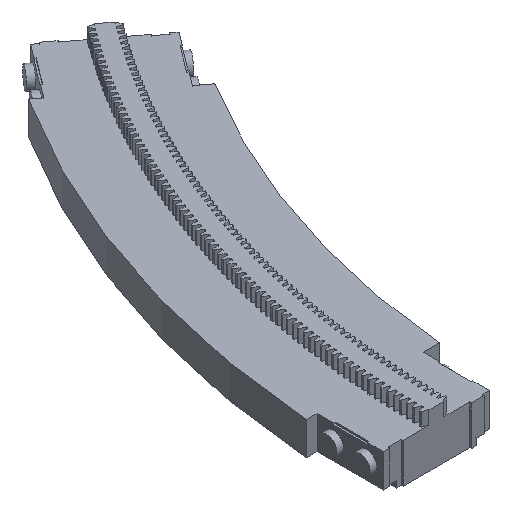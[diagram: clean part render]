
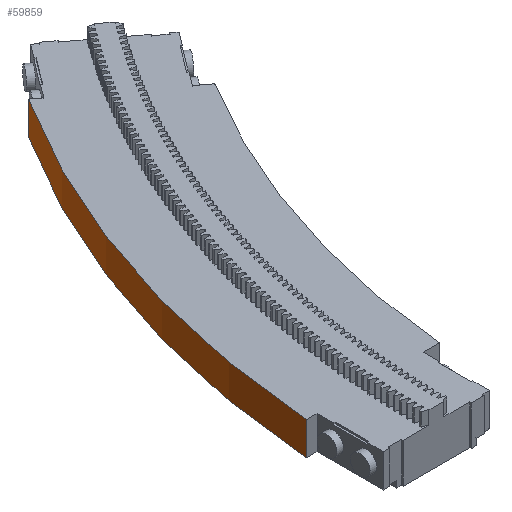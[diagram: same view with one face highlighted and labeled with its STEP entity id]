
A CAD part, isometric view. The second image highlights one B-rep face of the part: STEP entity #59859.
In plain terms, the highlighted cylindrical face has radius 216 mm (diameter 432 mm), a partial arc.
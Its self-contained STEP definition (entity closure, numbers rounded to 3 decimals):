
#10218 = PLANE('',#10219);
#10219 = AXIS2_PLACEMENT_3D('',#10220,#10221,#10222);
#10220 = CARTESIAN_POINT('',(30.023,51.16,-4.8));
#10221 = DIRECTION('',(0.,0.,1.));
#10222 = DIRECTION('',(-0.6,-0.8,0.));
#11303 = PLANE('',#11304);
#11304 = AXIS2_PLACEMENT_3D('',#11305,#11306,#11307);
#11305 = CARTESIAN_POINT('',(16.605,23.241,3.2));
#11306 = DIRECTION('',(0.,0.,1.));
#11307 = DIRECTION('',(-0.298,0.955,0.));
#28513 = VERTEX_POINT('',#28514);
#28514 = CARTESIAN_POINT('',(0.498,52.804,-4.8));
#28528 = PLANE('',#28529);
#28529 = AXIS2_PLACEMENT_3D('',#28530,#28531,#28532);
#28530 = CARTESIAN_POINT('',(-12.777,62.76,-4.8));
#28531 = DIRECTION('',(-0.6,-0.8,0.));
#28532 = DIRECTION('',(0.,0.,1.));
#28540 = EDGE_CURVE('',#28541,#28513,#28543,.T.);
#28541 = VERTEX_POINT('',#28542);
#28542 = CARTESIAN_POINT('',(-32.983,-47.64,-4.8));
#28543 = SURFACE_CURVE('',#28544,(#28549,#28560),.PCURVE_S1.);
#28544 = CIRCLE('',#28545,216.);
#28545 = AXIS2_PLACEMENT_3D('',#28546,#28547,#28548);
#28546 = CARTESIAN_POINT('',(182.423,-63.64,-4.8));
#28547 = DIRECTION('',(0.,0.,-1.));
#28548 = DIRECTION('',(-1.,0.,0.));
#28549 = PCURVE('',#10218,#28550);
#28550 = DEFINITIONAL_REPRESENTATION('',(#28551),#28559);
#28551 = ( BOUNDED_CURVE() B_SPLINE_CURVE(2,(#28552,#28553,#28554,#28555
    ,#28556,#28557,#28558),.UNSPECIFIED.,.T.,.F.) 
B_SPLINE_CURVE_WITH_KNOTS((1,2,2,2,2,1),(-2.094,0.,
    2.094,4.189,6.283,8.378),
.UNSPECIFIED.) CURVE() GEOMETRIC_REPRESENTATION_ITEM() 
RATIONAL_B_SPLINE_CURVE((1.,0.5,1.,0.5,1.,0.5,1.)) REPRESENTATION_ITEM(
  '') );
#28552 = CARTESIAN_POINT('',(130.,18.));
#28553 = CARTESIAN_POINT('',(-169.298,-206.474));
#28554 = CARTESIAN_POINT('',(-214.049,164.963));
#28555 = CARTESIAN_POINT('',(-258.8,536.4));
#28556 = CARTESIAN_POINT('',(85.249,389.437));
#28557 = CARTESIAN_POINT('',(429.298,242.474));
#28558 = CARTESIAN_POINT('',(130.,18.));
#28559 = ( GEOMETRIC_REPRESENTATION_CONTEXT(2) 
PARAMETRIC_REPRESENTATION_CONTEXT() REPRESENTATION_CONTEXT('2D SPACE',''
  ) );
#28560 = PCURVE('',#28561,#28566);
#28561 = CYLINDRICAL_SURFACE('',#28562,216.);
#28562 = AXIS2_PLACEMENT_3D('',#28563,#28564,#28565);
#28563 = CARTESIAN_POINT('',(182.423,-63.64,-4.8));
#28564 = DIRECTION('',(-0.,-0.,1.));
#28565 = DIRECTION('',(-1.,0.,0.));
#28566 = DEFINITIONAL_REPRESENTATION('',(#28567),#28571);
#28567 = LINE('',#28568,#28569);
#28568 = CARTESIAN_POINT('',(-0.,0.));
#28569 = VECTOR('',#28570,1.);
#28570 = DIRECTION('',(-1.,0.));
#28571 = ( GEOMETRIC_REPRESENTATION_CONTEXT(2) 
PARAMETRIC_REPRESENTATION_CONTEXT() REPRESENTATION_CONTEXT('2D SPACE',''
  ) );
#28589 = PLANE('',#28590);
#28590 = AXIS2_PLACEMENT_3D('',#28591,#28592,#28593);
#28591 = CARTESIAN_POINT('',(14.423,-47.64,-4.8));
#28592 = DIRECTION('',(0.,1.,0.));
#28593 = DIRECTION('',(0.,0.,1.));
#32025 = VERTEX_POINT('',#32026);
#32026 = CARTESIAN_POINT('',(0.498,52.804,3.2));
#32047 = EDGE_CURVE('',#32048,#32025,#32050,.T.);
#32048 = VERTEX_POINT('',#32049);
#32049 = CARTESIAN_POINT('',(-32.983,-47.64,3.2));
#32050 = SURFACE_CURVE('',#32051,(#32056,#32067),.PCURVE_S1.);
#32051 = CIRCLE('',#32052,216.);
#32052 = AXIS2_PLACEMENT_3D('',#32053,#32054,#32055);
#32053 = CARTESIAN_POINT('',(182.423,-63.64,3.2));
#32054 = DIRECTION('',(0.,0.,-1.));
#32055 = DIRECTION('',(-1.,0.,0.));
#32056 = PCURVE('',#11303,#32057);
#32057 = DEFINITIONAL_REPRESENTATION('',(#32058),#32066);
#32058 = ( BOUNDED_CURVE() B_SPLINE_CURVE(2,(#32059,#32060,#32061,#32062
    ,#32063,#32064,#32065),.UNSPECIFIED.,.T.,.F.) 
B_SPLINE_CURVE_WITH_KNOTS((1,2,2,2,2,1),(-2.094,0.,
    2.094,4.189,6.283,8.378),
.UNSPECIFIED.) CURVE() GEOMETRIC_REPRESENTATION_ITEM() 
RATIONAL_B_SPLINE_CURVE((1.,0.5,1.,0.5,1.,0.5,1.)) REPRESENTATION_ITEM(
  '') );
#32059 = CARTESIAN_POINT('',(-67.966,73.805));
#32060 = CARTESIAN_POINT('',(289.139,-37.747));
#32061 = CARTESIAN_POINT('',(13.98,-291.234));
#32062 = CARTESIAN_POINT('',(-261.179,-544.72));
#32063 = CARTESIAN_POINT('',(-343.125,-179.682));
#32064 = CARTESIAN_POINT('',(-425.072,185.356));
#32065 = CARTESIAN_POINT('',(-67.966,73.805));
#32066 = ( GEOMETRIC_REPRESENTATION_CONTEXT(2) 
PARAMETRIC_REPRESENTATION_CONTEXT() REPRESENTATION_CONTEXT('2D SPACE',''
  ) );
#32067 = PCURVE('',#28561,#32068);
#32068 = DEFINITIONAL_REPRESENTATION('',(#32069),#32073);
#32069 = LINE('',#32070,#32071);
#32070 = CARTESIAN_POINT('',(-0.,8.));
#32071 = VECTOR('',#32072,1.);
#32072 = DIRECTION('',(-1.,0.));
#32073 = ( GEOMETRIC_REPRESENTATION_CONTEXT(2) 
PARAMETRIC_REPRESENTATION_CONTEXT() REPRESENTATION_CONTEXT('2D SPACE',''
  ) );
#59837 = EDGE_CURVE('',#28513,#32025,#59838,.T.);
#59838 = SURFACE_CURVE('',#59839,(#59843,#59850),.PCURVE_S1.);
#59839 = LINE('',#59840,#59841);
#59840 = CARTESIAN_POINT('',(0.498,52.804,-4.8));
#59841 = VECTOR('',#59842,1.);
#59842 = DIRECTION('',(-0.,-0.,1.));
#59843 = PCURVE('',#28528,#59844);
#59844 = DEFINITIONAL_REPRESENTATION('',(#59845),#59849);
#59845 = LINE('',#59846,#59847);
#59846 = CARTESIAN_POINT('',(0.,-16.593));
#59847 = VECTOR('',#59848,1.);
#59848 = DIRECTION('',(1.,0.));
#59849 = ( GEOMETRIC_REPRESENTATION_CONTEXT(2) 
PARAMETRIC_REPRESENTATION_CONTEXT() REPRESENTATION_CONTEXT('2D SPACE',''
  ) );
#59850 = PCURVE('',#28561,#59851);
#59851 = DEFINITIONAL_REPRESENTATION('',(#59852),#59856);
#59852 = LINE('',#59853,#59854);
#59853 = CARTESIAN_POINT('',(-0.569,0.));
#59854 = VECTOR('',#59855,1.);
#59855 = DIRECTION('',(-0.,1.));
#59856 = ( GEOMETRIC_REPRESENTATION_CONTEXT(2) 
PARAMETRIC_REPRESENTATION_CONTEXT() REPRESENTATION_CONTEXT('2D SPACE',''
  ) );
#59859 = ADVANCED_FACE('',(#59860),#28561,.T.);
#59860 = FACE_BOUND('',#59861,.F.);
#59861 = EDGE_LOOP('',(#59862,#59883,#59884,#59885));
#59862 = ORIENTED_EDGE('',*,*,#59863,.F.);
#59863 = EDGE_CURVE('',#28541,#32048,#59864,.T.);
#59864 = SURFACE_CURVE('',#59865,(#59869,#59876),.PCURVE_S1.);
#59865 = LINE('',#59866,#59867);
#59866 = CARTESIAN_POINT('',(-32.983,-47.64,-4.8));
#59867 = VECTOR('',#59868,1.);
#59868 = DIRECTION('',(-0.,-0.,1.));
#59869 = PCURVE('',#28561,#59870);
#59870 = DEFINITIONAL_REPRESENTATION('',(#59871),#59875);
#59871 = LINE('',#59872,#59873);
#59872 = CARTESIAN_POINT('',(-0.074,0.));
#59873 = VECTOR('',#59874,1.);
#59874 = DIRECTION('',(-0.,1.));
#59875 = ( GEOMETRIC_REPRESENTATION_CONTEXT(2) 
PARAMETRIC_REPRESENTATION_CONTEXT() REPRESENTATION_CONTEXT('2D SPACE',''
  ) );
#59876 = PCURVE('',#28589,#59877);
#59877 = DEFINITIONAL_REPRESENTATION('',(#59878),#59882);
#59878 = LINE('',#59879,#59880);
#59879 = CARTESIAN_POINT('',(0.,-47.407));
#59880 = VECTOR('',#59881,1.);
#59881 = DIRECTION('',(1.,0.));
#59882 = ( GEOMETRIC_REPRESENTATION_CONTEXT(2) 
PARAMETRIC_REPRESENTATION_CONTEXT() REPRESENTATION_CONTEXT('2D SPACE',''
  ) );
#59883 = ORIENTED_EDGE('',*,*,#28540,.T.);
#59884 = ORIENTED_EDGE('',*,*,#59837,.T.);
#59885 = ORIENTED_EDGE('',*,*,#32047,.F.);
